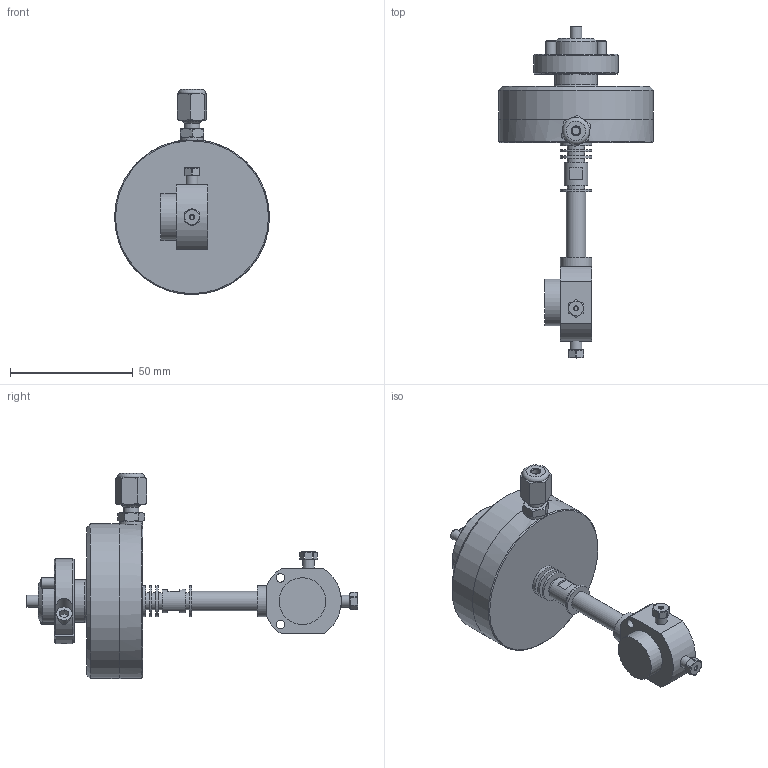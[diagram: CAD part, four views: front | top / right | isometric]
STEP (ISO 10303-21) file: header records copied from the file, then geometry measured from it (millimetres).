
FILE_DESCRIPTION((''),'2;1');
FILE_NAME('332331-ASFVOLHT On Off valve air actuated.stp','2013-08-26T14:28:18',('Franzp'),(''),'Autodesk Inventor 2013','Autodesk Inventor 2013','');
FILE_SCHEMA(('AUTOMOTIVE_DESIGN { 1 0 10303 214 1 1 1 1 }'));
Length unit declared in the file: millimetre
Products named in the file (6): 3223a31; 322331; 320422; 310500; 310525
Assembly tree (6 placements, depth 3):
  3223a31
    322331
    320422
      320422
      310500
    310525  x2
Bounding box: 63.12 x 135.36 x 83.63 mm (x, y, z)
Volume: 5359.9 mm3; surface area: 25758 mm2
Topology: 4 solids, 26 shells, 179 faces, 469 edges, 319 vertices
Faces by surface type: plane 103, cylinder 51, cone 23, torus 2
Full cylindrical faces by diameter (mm): 1.727 x2, 3.3 x1, 3.302 x3, 3.556 x2, 4.166 x3, 4.32 x2, 4.57 x1, 4.76 x1, 4.826 x3, 6.223 x1, 6.7 x3, 6.985 x4, 7 x3, 7.925 x1, 7.938 x1, 9.271 x1, 9.525 x1, 12.7 x5, 17.45 x1, 19.05 x1, 63.119 x2
Entity records: 5273 total; most frequent: CARTESIAN_POINT 1094, DIRECTION 826, ORIENTED_EDGE 617, EDGE_CURVE 365, AXIS2_PLACEMENT_3D 348, VERTEX_POINT 284, EDGE_LOOP 273, CIRCLE 170
